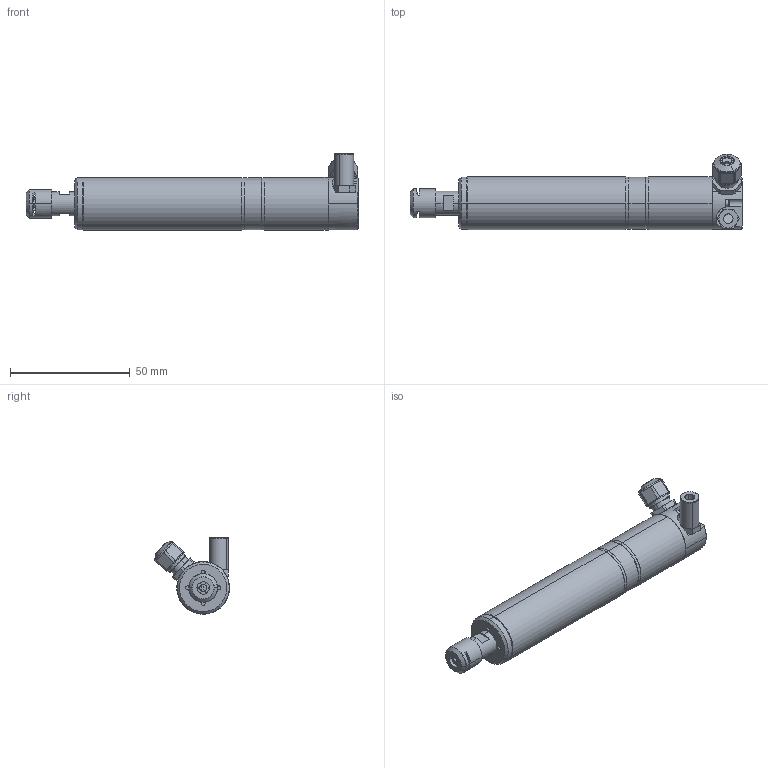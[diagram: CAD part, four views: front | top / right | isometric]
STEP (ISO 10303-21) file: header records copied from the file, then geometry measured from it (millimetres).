
FILE_DESCRIPTION (( 'STEP AP203' ), '1' );
FILE_NAME ('022S100ES-00-.STEP', '2012-04-24T12:25:44', ( 'FM10CAD1' ), ( 'IBAG Switzerland AG' ), 'SwSTEP 2.0', 'SolidWorks 2010', '' );
FILE_SCHEMA (( 'CONFIG_CONTROL_DESIGN' ));
Length unit declared in the file: millimetre
Products named in the file (1): 022S100ES-00-
Bounding box: 138.48 x 31.3 x 31.9 mm (x, y, z)
Surface area: 13395.3 mm2 (no closed solid volume)
Topology: 0 solids, 17 shells, 234 faces, 731 edges, 504 vertices
Faces by surface type: plane 106, cylinder 80, cone 32, torus 16
Entity records: 8357 total; most frequent: CARTESIAN_POINT 1653, DIRECTION 1503, ORIENTED_EDGE 1207, EDGE_CURVE 727, AXIS2_PLACEMENT_3D 582, VERTEX_POINT 504, CIRCLE 347, LINE 339
